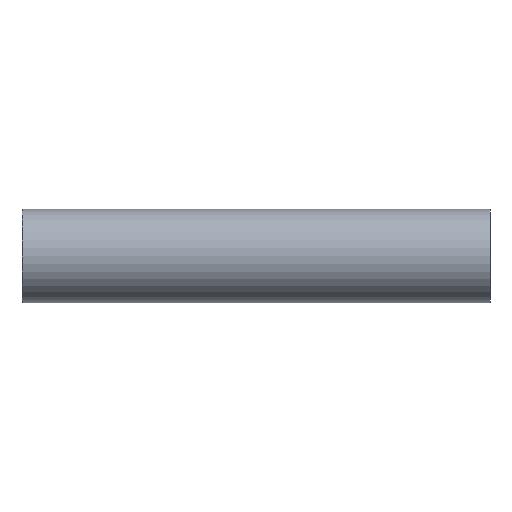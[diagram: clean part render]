
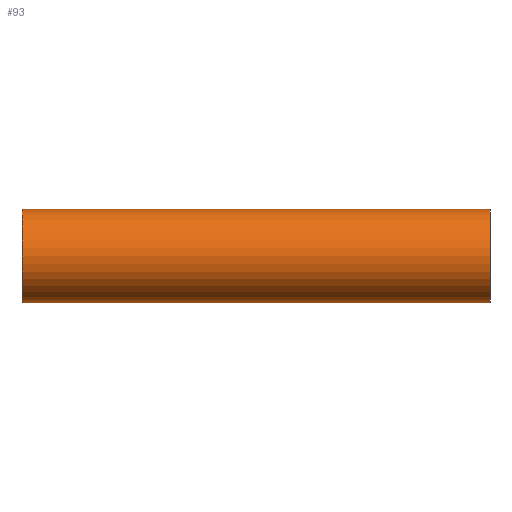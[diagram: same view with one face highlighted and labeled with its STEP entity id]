
A CAD part, front view. The second image highlights one B-rep face of the part: STEP entity #93.
In plain terms, the highlighted cylindrical face has radius 500 mm (diameter 1000 mm), a partial arc.
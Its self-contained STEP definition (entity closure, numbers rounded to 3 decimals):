
#69 = EDGE_CURVE( '', #99, #79, #142, .T. );
#71 = VERTEX_POINT( '', #144 );
#75 = EDGE_CURVE( '', #95, #99, #148, .T. );
#79 = VERTEX_POINT( '', #152 );
#83 = EDGE_CURVE( '', #71, #95, #157, .T. );
#89 = EDGE_CURVE( '', #79, #71, #164, .T. );
#93 = ADVANCED_FACE( '', ( #168 ), #169, .T. );
#95 = VERTEX_POINT( '', #171 );
#99 = VERTEX_POINT( '', #175 );
#142 = CIRCLE( '', #216, 500. );
#144 = CARTESIAN_POINT( '', ( 0., 0., 500. ) );
#148 = LINE( '', #225, #226 );
#152 = CARTESIAN_POINT( '', ( 5000., 0., 500. ) );
#157 = CIRCLE( '', #236, 500. );
#164 = LINE( '', #245, #246 );
#168 = FACE_OUTER_BOUND( '', #250, .T. );
#169 = CYLINDRICAL_SURFACE( '', #251, 500. );
#171 = CARTESIAN_POINT( '', ( 0., 0., -500. ) );
#175 = CARTESIAN_POINT( '', ( 5000., 0., -500. ) );
#216 = AXIS2_PLACEMENT_3D( '', #296, #297, #298 );
#225 = CARTESIAN_POINT( '', ( 0., 0., -500. ) );
#226 = VECTOR( '', #300, 1. );
#236 = AXIS2_PLACEMENT_3D( '', #309, #310, #311 );
#245 = CARTESIAN_POINT( '', ( 0., 0., 500. ) );
#246 = VECTOR( '', #323, 1. );
#250 = EDGE_LOOP( '', ( #325, #326, #327, #328 ) );
#251 = AXIS2_PLACEMENT_3D( '', #329, #330, #331 );
#296 = CARTESIAN_POINT( '', ( 5000., 0., 0. ) );
#297 = DIRECTION( '', ( -1., 0., 0. ) );
#298 = DIRECTION( '', ( 0., 0., -1. ) );
#300 = DIRECTION( '', ( 1., 0., 0. ) );
#309 = CARTESIAN_POINT( '', ( 0., 0., 0. ) );
#310 = DIRECTION( '', ( 1., 0., 0. ) );
#311 = DIRECTION( '', ( 0., 0., -1. ) );
#323 = DIRECTION( '', ( -1., 0., 0. ) );
#325 = ORIENTED_EDGE( '', *, *, #75, .T. );
#326 = ORIENTED_EDGE( '', *, *, #69, .T. );
#327 = ORIENTED_EDGE( '', *, *, #89, .T. );
#328 = ORIENTED_EDGE( '', *, *, #83, .T. );
#329 = CARTESIAN_POINT( '', ( 0., 0., 0. ) );
#330 = DIRECTION( '', ( -1., 0., 0. ) );
#331 = DIRECTION( '', ( 0., 0., -1. ) );
